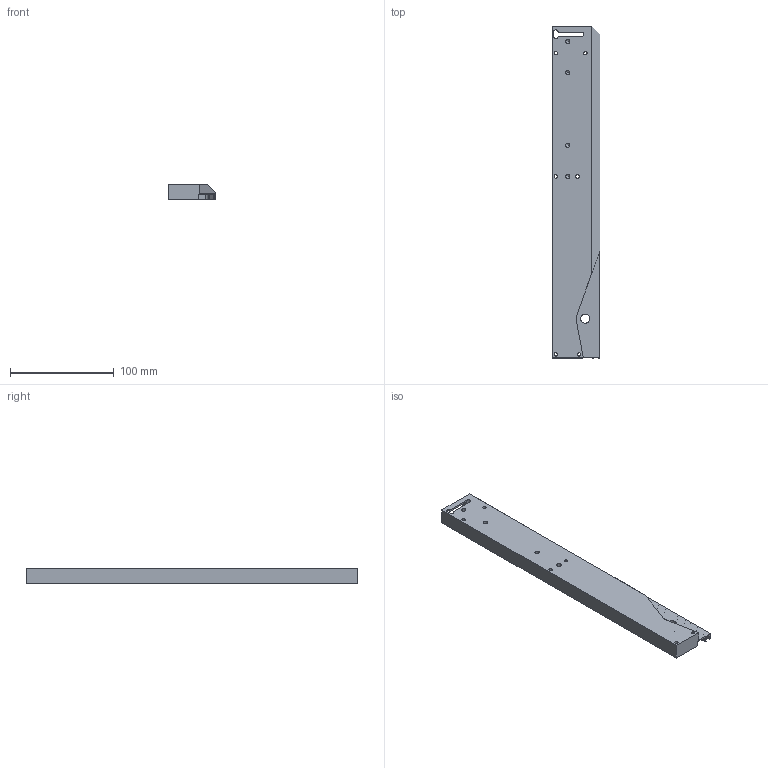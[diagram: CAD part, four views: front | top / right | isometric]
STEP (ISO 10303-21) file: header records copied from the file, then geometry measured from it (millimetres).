
FILE_DESCRIPTION (( 'STEP AP203' ), '1' );
FILE_NAME ('ID57-1411_Demi foureau rupteur_A.STEP', '2021-11-25T22:02:43', ( '' ), ( '' ), 'SwSTEP 2.0', 'SolidWorks 2018', '' );
FILE_SCHEMA (( 'CONFIG_CONTROL_DESIGN' ));
Length unit declared in the file: millimetre
Products named in the file (1): ID57-1411_Demi foureau rupteur_A
Bounding box: 46 x 320 x 15 mm (x, y, z)
Volume: 153945.7 mm3; surface area: 49920.3 mm2
Topology: 1 solids, 1 shells, 165 faces, 482 edges, 312 vertices
Faces by surface type: cylinder 91, plane 64, cone 10
Entity records: 5574 total; most frequent: DIRECTION 991, CARTESIAN_POINT 967, ORIENTED_EDGE 944, EDGE_CURVE 472, AXIS2_PLACEMENT_3D 354, VERTEX_POINT 312, LINE 283, VECTOR 283
